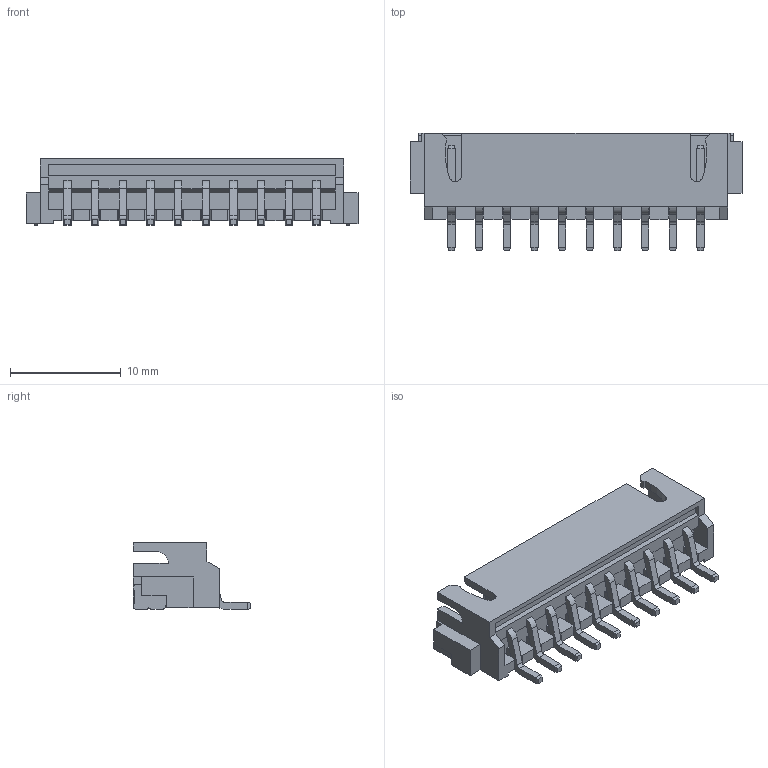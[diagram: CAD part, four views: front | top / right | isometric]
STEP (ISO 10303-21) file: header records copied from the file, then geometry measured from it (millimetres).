
FILE_DESCRIPTION((''),'2;1');
FILE_NAME('FWF25021-S10B24W5M','2025-07-21T',('工程三'),(''),'PRO/ENGINEER BY PARAMETRIC TECHNOLOGY CORPORATION, 2010280','PRO/ENGINEER BY PARAMETRIC TECHNOLOGY CORPORATION, 2010280','');
FILE_SCHEMA(('CONFIG_CONTROL_DESIGN'));
Length unit declared in the file: millimetre
Products named in the file (1): FWF25021-S10B24W5M
Bounding box: 30 x 10.6 x 6.02 mm (x, y, z)
Volume: 507.6 mm3; surface area: 1511 mm2
Topology: 1 solids, 1 shells, 519 faces, 1432 edges, 926 vertices
Faces by surface type: plane 431, cylinder 86, extrusion 2
Entity records: 16290 total; most frequent: CARTESIAN_POINT 2901, ORIENTED_EDGE 2864, DIRECTION 2640, EDGE_CURVE 1432, VECTOR 1258, LINE 1256, VERTEX_POINT 926, AXIS2_PLACEMENT_3D 691
